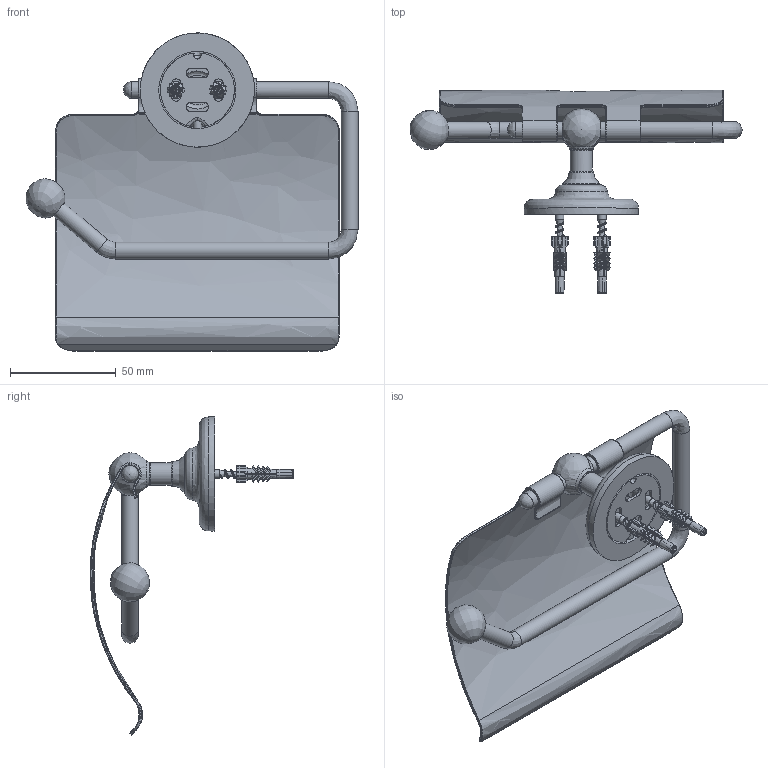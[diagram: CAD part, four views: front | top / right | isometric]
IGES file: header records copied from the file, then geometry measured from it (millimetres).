
Global section: file name: N4337-C; native system: Autodesk Inventor 2018; preprocessor: unknown; author: aprice; date: 20170920.145621; units: millimetre
Bounding box: 157.04 x 96.3 x 150.47 mm (x, y, z)
Volume: 59579.8 mm3; surface area: 60446.6 mm2
Topology: 15 solids, 15 shells, 732 faces, 2091 edges, 1376 vertices
Faces by surface type: bspline 732
